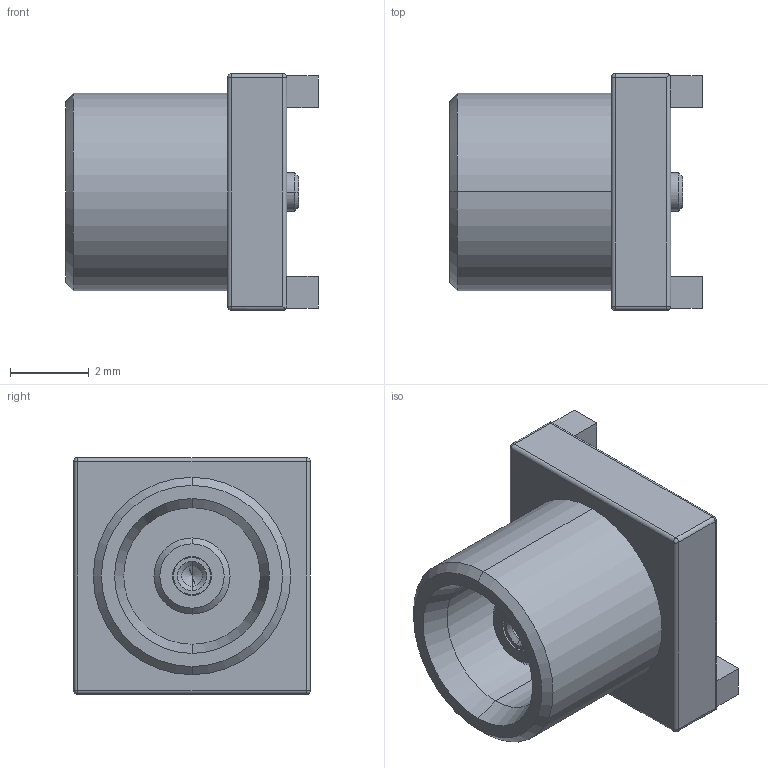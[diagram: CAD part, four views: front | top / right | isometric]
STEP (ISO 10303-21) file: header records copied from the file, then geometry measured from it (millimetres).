
FILE_DESCRIPTION((''),'2;1');
FILE_NAME('PRT0001','2021-08-31T',('1111'),(''),'PRO/ENGINEER BY PARAMETRIC TECHNOLOGY CORPORATION, 2012090','PRO/ENGINEER BY PARAMETRIC TECHNOLOGY CORPORATION, 2012090','');
FILE_SCHEMA(('CONFIG_CONTROL_DESIGN'));
Length unit declared in the file: millimetre
Products named in the file (1): PRT0001
Bounding box: 6.4 x 6 x 6 mm (x, y, z)
Volume: 93.5 mm3; surface area: 262.4 mm2
Topology: 1 solids, 1 shells, 76 faces, 162 edges, 95 vertices
Faces by surface type: cylinder 32, plane 24, cone 14, sphere 6
Entity records: 2068 total; most frequent: DIRECTION 378, CARTESIAN_POINT 357, ORIENTED_EDGE 320, EDGE_CURVE 160, AXIS2_PLACEMENT_3D 148, VERTEX_POINT 95, EDGE_LOOP 85, VECTOR 82
